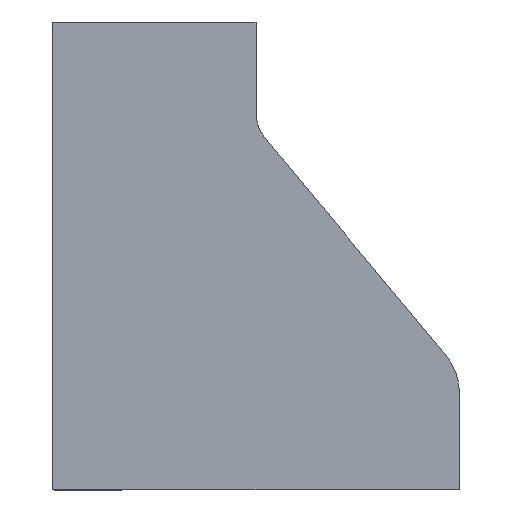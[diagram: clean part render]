
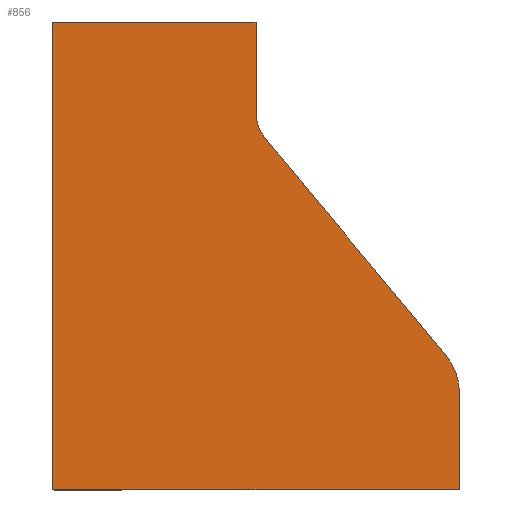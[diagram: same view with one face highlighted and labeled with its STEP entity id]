
A CAD part, front view. The second image highlights one B-rep face of the part: STEP entity #856.
In plain terms, the highlighted planar face has unit normal (0, -1, 0).
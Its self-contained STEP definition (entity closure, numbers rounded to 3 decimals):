
#22 = VERTEX_POINT ( 'NONE', #1000 ) ;
#26 = VERTEX_POINT ( 'NONE', #999 ) ;
#51 = VERTEX_POINT ( 'NONE', #1008 ) ;
#61 = VERTEX_POINT ( 'NONE', #988 ) ;
#68 = VERTEX_POINT ( 'NONE', #1018 ) ;
#76 = VERTEX_POINT ( 'NONE', #965 ) ;
#165 = EDGE_CURVE ( 'NONE', #1099, #1080, #1240, .T. ) ;
#181 = EDGE_CURVE ( 'NONE', #26, #1080, #1268, .T. ) ;
#186 = EDGE_CURVE ( 'NONE', #51, #61, #1278, .T. ) ;
#188 = EDGE_CURVE ( 'NONE', #76, #1099, #1272, .T. ) ;
#191 = EDGE_CURVE ( 'NONE', #22, #68, #1282, .T. ) ;
#192 = EDGE_CURVE ( 'NONE', #68, #76, #1287, .T. ) ;
#217 = EDGE_CURVE ( 'NONE', #61, #26, #1359, .T. ) ;
#219 = EDGE_CURVE ( 'NONE', #51, #22, #1364, .T. ) ;
#240 = AXIS2_PLACEMENT_3D ( 'NONE', #1557, #1561, #1562 ) ;
#283 = AXIS2_PLACEMENT_3D ( 'NONE', #668, #669, #670 ) ;
#284 = AXIS2_PLACEMENT_3D ( 'NONE', #664, #665, #666 ) ;
#453 = ORIENTED_EDGE ( 'NONE', *, *, #181, .F. ) ;
#461 = ORIENTED_EDGE ( 'NONE', *, *, #188, .T. ) ;
#462 = ORIENTED_EDGE ( 'NONE', *, *, #165, .T. ) ;
#463 = ORIENTED_EDGE ( 'NONE', *, *, #191, .T. ) ;
#464 = ORIENTED_EDGE ( 'NONE', *, *, #192, .T. ) ;
#465 = ORIENTED_EDGE ( 'NONE', *, *, #186, .F. ) ;
#466 = ORIENTED_EDGE ( 'NONE', *, *, #219, .T. ) ;
#467 = ORIENTED_EDGE ( 'NONE', *, *, #217, .F. ) ;
#613 = CARTESIAN_POINT ( 'NONE',  ( 150., 0., 0. ) ) ;
#614 = DIRECTION ( 'NONE',  ( 0., 0., 1. ) ) ;
#648 = CARTESIAN_POINT ( 'NONE',  ( -50., 0., 0. ) ) ;
#649 = DIRECTION ( 'NONE',  ( 1., 0., 0. ) ) ;
#658 = CARTESIAN_POINT ( 'NONE',  ( -150., 0., -230. ) ) ;
#659 = DIRECTION ( 'NONE',  ( -1., 0., 0. ) ) ;
#663 = DIRECTION ( 'NONE',  ( -0.64, 0., 0.768 ) ) ;
#664 = CARTESIAN_POINT ( 'NONE',  ( 170., 0., -44.501 ) ) ;
#665 = DIRECTION ( 'NONE',  ( 0., 1., 0. ) ) ;
#666 = DIRECTION ( 'NONE',  ( 0., 0., 1. ) ) ;
#667 = CARTESIAN_POINT ( 'NONE',  ( 154.636, 0., -57.304 ) ) ;
#668 = CARTESIAN_POINT ( 'NONE',  ( 220., 0., -182.603 ) ) ;
#669 = DIRECTION ( 'NONE',  ( 0., -1., 0. ) ) ;
#670 = DIRECTION ( 'NONE',  ( 0., 0., 1. ) ) ;
#730 = CARTESIAN_POINT ( 'NONE',  ( 50., 0., 0. ) ) ;
#731 = DIRECTION ( 'NONE',  ( 0., 0., 1. ) ) ;
#734 = CARTESIAN_POINT ( 'NONE',  ( 250., 0., -182.603 ) ) ;
#735 = DIRECTION ( 'NONE',  ( 0., 0., 1. ) ) ;
#856 = ADVANCED_FACE ( 'NONE', ( #1445 ), #1559, .F. ) ;
#965 = CARTESIAN_POINT ( 'NONE',  ( 154.636, 0., -57.304 ) ) ;
#988 = CARTESIAN_POINT ( 'NONE',  ( 50., 0., -230. ) ) ;
#999 = CARTESIAN_POINT ( 'NONE',  ( 50., 0., 0. ) ) ;
#1000 = CARTESIAN_POINT ( 'NONE',  ( 250., 0., -182.603 ) ) ;
#1008 = CARTESIAN_POINT ( 'NONE',  ( 250., 0., -230. ) ) ;
#1018 = CARTESIAN_POINT ( 'NONE',  ( 243.047, 0., -163.398 ) ) ;
#1044 = EDGE_LOOP ( 'NONE', ( #453, #467, #465, #466, #463, #464, #461, #462 ) ) ;
#1080 = VERTEX_POINT ( 'NONE', #1626 ) ;
#1099 = VERTEX_POINT ( 'NONE', #1653 ) ;
#1240 = LINE ( 'NONE', #613, #1243 ) ;
#1243 = VECTOR ( 'NONE', #614, 1000. ) ;
#1268 = LINE ( 'NONE', #648, #1271 ) ;
#1271 = VECTOR ( 'NONE', #649, 1000. ) ;
#1272 = CIRCLE ( 'NONE', #284, 20. ) ;
#1278 = LINE ( 'NONE', #658, #1281 ) ;
#1281 = VECTOR ( 'NONE', #659, 1000. ) ;
#1282 = CIRCLE ( 'NONE', #283, 30. ) ;
#1287 = LINE ( 'NONE', #667, #1289 ) ;
#1289 = VECTOR ( 'NONE', #663, 1000. ) ;
#1359 = LINE ( 'NONE', #730, #1363 ) ;
#1363 = VECTOR ( 'NONE', #731, 1000. ) ;
#1364 = LINE ( 'NONE', #734, #1367 ) ;
#1367 = VECTOR ( 'NONE', #735, 1000. ) ;
#1445 = FACE_OUTER_BOUND ( 'NONE', #1044, .T. ) ;
#1557 = CARTESIAN_POINT ( 'NONE',  ( -70., 0., -44.501 ) ) ;
#1559 = PLANE ( 'NONE',  #240 ) ;
#1561 = DIRECTION ( 'NONE',  ( 0., 1., 0. ) ) ;
#1562 = DIRECTION ( 'NONE',  ( 0., 0., 1. ) ) ;
#1626 = CARTESIAN_POINT ( 'NONE',  ( 150., 0., 0. ) ) ;
#1653 = CARTESIAN_POINT ( 'NONE',  ( 150., 0., -44.501 ) ) ;
